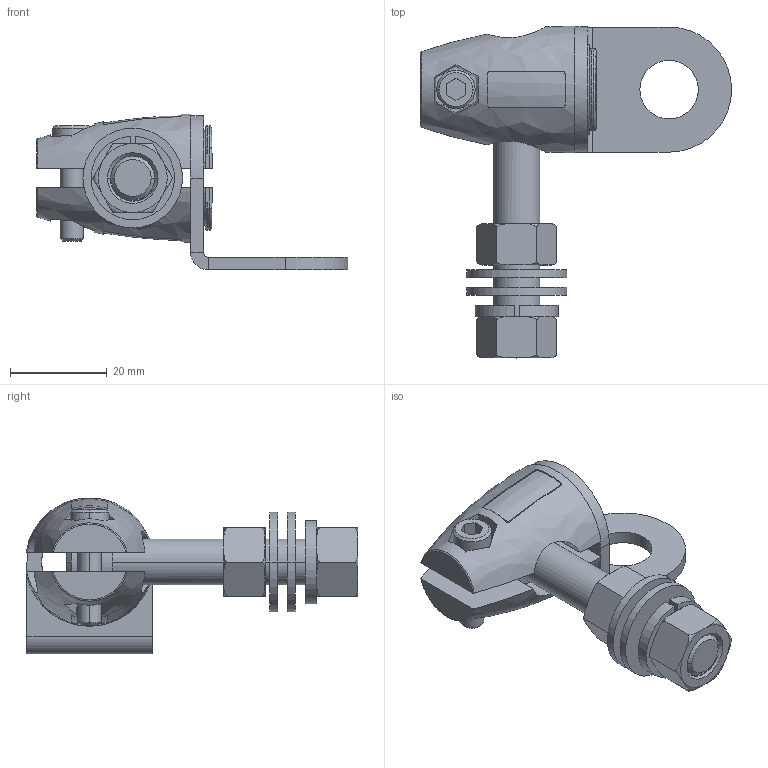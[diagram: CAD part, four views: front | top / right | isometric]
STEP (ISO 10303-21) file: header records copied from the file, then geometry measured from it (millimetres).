
FILE_DESCRIPTION((''),'2;1');
FILE_NAME('142559_SW','2008-08-25T',('banengservice'),('BANNER ENGINEERING'),'PRO/ENGINEER BY PARAMETRIC TECHNOLOGY CORPORATION, 2006170','PRO/ENGINEER BY PARAMETRIC TECHNOLOGY CORPORATION, 2006170','');
FILE_SCHEMA(('CONFIG_CONTROL_DESIGN'));
Length unit declared in the file: inch
Products named in the file (1): 142559_SW
Bounding box: 64.47 x 68.75 x 32.3 mm (x, y, z)
Volume: 19929.8 mm3; surface area: 12153.7 mm2
Topology: 3 solids, 3 shells, 258 faces, 661 edges, 417 vertices
Faces by surface type: plane 116, cylinder 72, torus 26, cone 20, bspline 20, sphere 4
Entity records: 13182 total; most frequent: CARTESIAN_POINT 7160, ORIENTED_EDGE 1322, DIRECTION 1129, EDGE_CURVE 661, AXIS2_PLACEMENT_3D 421, VERTEX_POINT 417, VECTOR 287, LINE 287
